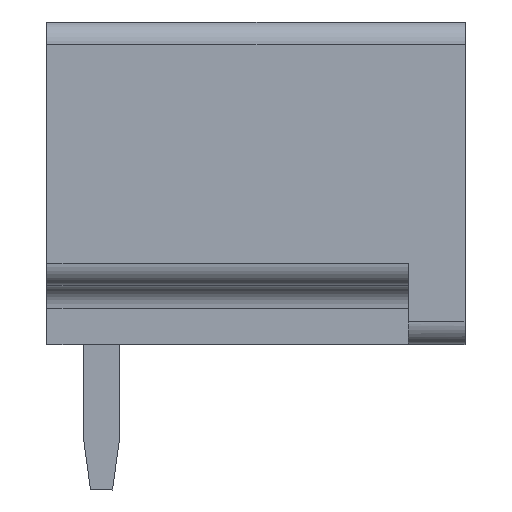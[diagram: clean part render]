
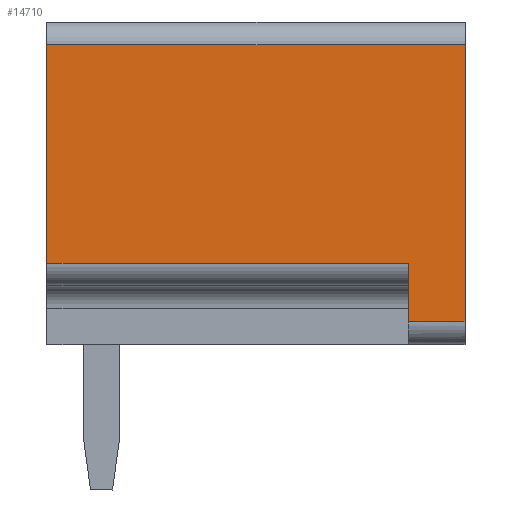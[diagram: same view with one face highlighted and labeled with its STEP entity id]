
A CAD part, left-side view. The second image highlights one B-rep face of the part: STEP entity #14710.
In plain terms, the highlighted planar face has unit normal (-1, 0, 0).
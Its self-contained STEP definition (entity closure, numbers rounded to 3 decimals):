
#14674=AXIS2_PLACEMENT_3D('Plane Axis2P3D',#14671,#14672,#14673) ;
#70=CARTESIAN_POINT('Vertex',(0.,0.,9.8)) ;
#73=CARTESIAN_POINT('Line Origine',(0.,0.,6.75)) ;
#77=CARTESIAN_POINT('Vertex',(0.,0.,3.7)) ;
#14656=CARTESIAN_POINT('Vertex',(0.,9.2,9.8)) ;
#14659=CARTESIAN_POINT('Line Origine',(0.,4.6,9.8)) ;
#14671=CARTESIAN_POINT('Axis2P3D Location',(0.,0.,9.8)) ;
#14676=CARTESIAN_POINT('Line Origine',(0.,5.225,4.99)) ;
#14680=CARTESIAN_POINT('Vertex',(0.,9.2,4.99)) ;
#14682=CARTESIAN_POINT('Vertex',(0.,1.25,4.99)) ;
#14685=CARTESIAN_POINT('Line Origine',(0.,1.25,4.345)) ;
#14689=CARTESIAN_POINT('Vertex',(0.,1.25,3.7)) ;
#14692=CARTESIAN_POINT('Line Origine',(0.,0.625,3.7)) ;
#14697=CARTESIAN_POINT('Line Origine',(0.,9.2,7.395)) ;
#74=DIRECTION('Vector Direction',(0.,0.,-1.)) ;
#14660=DIRECTION('Vector Direction',(0.,-1.,0.)) ;
#14672=DIRECTION('Axis2P3D Direction',(1.,-0.,0.)) ;
#14673=DIRECTION('Axis2P3D XDirection',(0.,0.,-1.)) ;
#14677=DIRECTION('Vector Direction',(0.,-1.,0.)) ;
#14686=DIRECTION('Vector Direction',(0.,0.,-1.)) ;
#14693=DIRECTION('Vector Direction',(0.,1.,0.)) ;
#14698=DIRECTION('Vector Direction',(0.,0.,-1.)) ;
#75=VECTOR('Line Direction',#74,1.) ;
#14661=VECTOR('Line Direction',#14660,1.) ;
#14678=VECTOR('Line Direction',#14677,1.) ;
#14687=VECTOR('Line Direction',#14686,1.) ;
#14694=VECTOR('Line Direction',#14693,1.) ;
#14699=VECTOR('Line Direction',#14698,1.) ;
#14703=ORIENTED_EDGE('',*,*,#14684,.T.) ;
#14704=ORIENTED_EDGE('',*,*,#14691,.T.) ;
#14705=ORIENTED_EDGE('',*,*,#14696,.F.) ;
#14706=ORIENTED_EDGE('',*,*,#79,.F.) ;
#14707=ORIENTED_EDGE('',*,*,#14663,.T.) ;
#14708=ORIENTED_EDGE('',*,*,#14701,.T.) ;
#14710=ADVANCED_FACE('HOUSING',(#14709),#14675,.F.) ;
#79=EDGE_CURVE('',#71,#78,#76,.T.) ;
#14663=EDGE_CURVE('',#71,#14657,#14662,.F.) ;
#14684=EDGE_CURVE('',#14681,#14683,#14679,.T.) ;
#14691=EDGE_CURVE('',#14683,#14690,#14688,.T.) ;
#14696=EDGE_CURVE('',#78,#14690,#14695,.T.) ;
#14701=EDGE_CURVE('',#14657,#14681,#14700,.T.) ;
#14702=EDGE_LOOP('',(#14703,#14704,#14705,#14706,#14707,#14708)) ;
#14709=FACE_OUTER_BOUND('',#14702,.T.) ;
#76=LINE('Line',#73,#75) ;
#14662=LINE('Line',#14659,#14661) ;
#14679=LINE('Line',#14676,#14678) ;
#14688=LINE('Line',#14685,#14687) ;
#14695=LINE('Line',#14692,#14694) ;
#14700=LINE('Line',#14697,#14699) ;
#14675=PLANE('',#14674) ;
#71=VERTEX_POINT('',#70) ;
#78=VERTEX_POINT('',#77) ;
#14657=VERTEX_POINT('',#14656) ;
#14681=VERTEX_POINT('',#14680) ;
#14683=VERTEX_POINT('',#14682) ;
#14690=VERTEX_POINT('',#14689) ;
